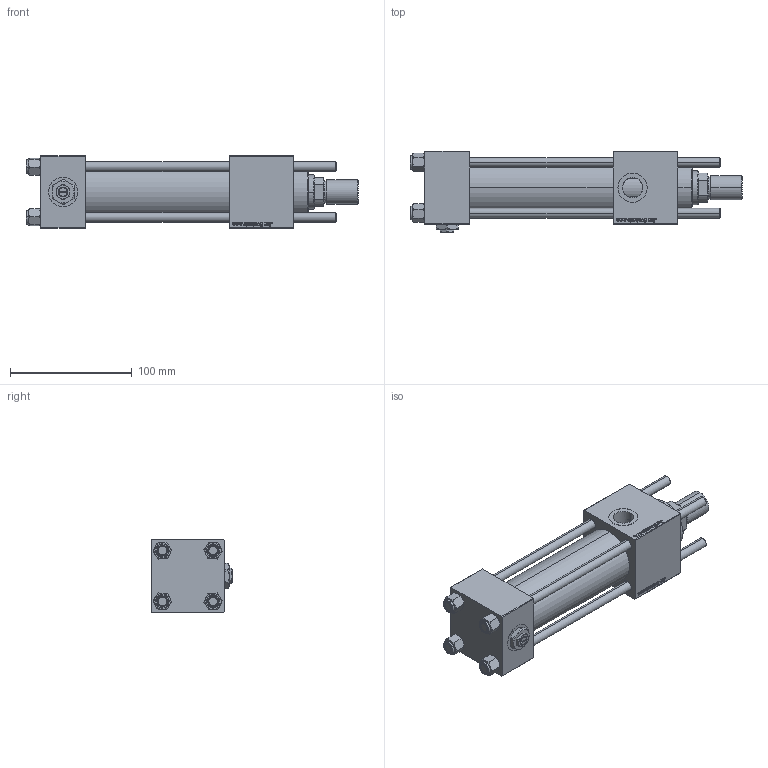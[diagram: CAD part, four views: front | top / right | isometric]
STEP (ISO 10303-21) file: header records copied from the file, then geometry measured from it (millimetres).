
FILE_DESCRIPTION (( 'STEP AP203' ), '1' );
FILE_NAME ('d778.STEP', '2023-08-22T18:40:33', ( '' ), ( '' ), 'SwSTEP 2.0', 'SolidWorks 2019', '' );
FILE_SCHEMA (( 'CONFIG_CONTROL_DESIGN' ));
Length unit declared in the file: millimetre
Products named in the file (8): NUT_M5_B 0e95f2eb20dd1b78a71c1739195c5608; ROD_END_AH 0e95f2eb20dd1b78a71c1739195c5608; Zatka_pro_OIL_PORT 0e95f2eb20dd1b78a71c1739195c5608; V215_VC_A 0e95f2eb20dd1b78a71c1739195c5608; V215CR_VCP_B 0e95f2eb20dd1b78a71c1739195c5608; V215CR_B_TYCINKA 0e95f2eb20dd1b78a71c1739195c5608; d778; V215CR_B-1 0e95f2eb20dd1b78a71c1739195c5608
Assembly tree (13 placements, depth 2):
  d778
    V215CR_B-1 0e95f2eb20dd1b78a71c1739195c5608
    V215CR_VCP_B 0e95f2eb20dd1b78a71c1739195c5608
    NUT_M5_B 0e95f2eb20dd1b78a71c1739195c5608  x4
    V215CR_B_TYCINKA 0e95f2eb20dd1b78a71c1739195c5608  x4
    V215_VC_A 0e95f2eb20dd1b78a71c1739195c5608
    ROD_END_AH 0e95f2eb20dd1b78a71c1739195c5608
    Zatka_pro_OIL_PORT 0e95f2eb20dd1b78a71c1739195c5608
Bounding box: 273 x 67 x 60 mm (x, y, z)
Volume: 515494.1 mm3; surface area: 151661.5 mm2
Topology: 13 solids, 13 shells, 1226 faces, 3086 edges, 1995 vertices
Faces by surface type: bspline 504, plane 460, cone 162, cylinder 90, torus 10
Entity records: 59046 total; most frequent: CARTESIAN_POINT 34606, ORIENTED_EDGE 5664, DIRECTION 3218, EDGE_CURVE 2832, VERTEX_POINT 1851, VECTOR 1496, LINE 1496, EDGE_LOOP 1237
